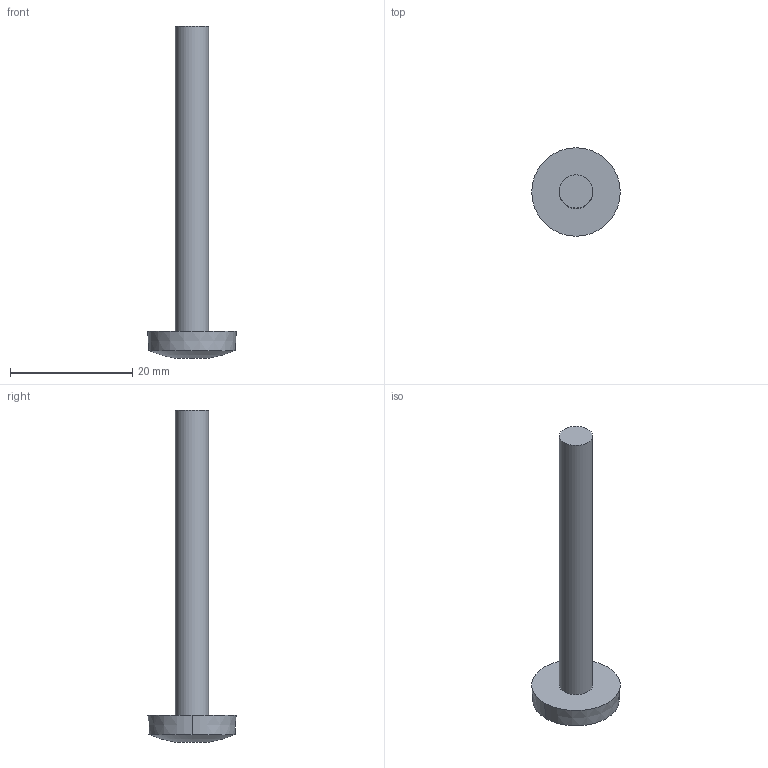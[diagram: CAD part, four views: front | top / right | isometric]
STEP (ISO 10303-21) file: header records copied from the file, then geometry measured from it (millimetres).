
FILE_DESCRIPTION (( 'STEP AP214' ), '1' );
FILE_NAME ('MMS_plus_P_7,5.STEP', '2024-09-19T09:16:02', ( '' ), ( '' ), 'SwSTEP 2.0', 'SolidWorks 2024', '' );
FILE_SCHEMA (( 'AUTOMOTIVE_DESIGN' ));
Length unit declared in the file: millimetre
Products named in the file (1): MMS_plus_P_7,5
Bounding box: 14.5 x 14.5 x 54.4 mm (x, y, z)
Volume: 1739.9 mm3; surface area: 1374.5 mm2
Topology: 1 solids, 1 shells, 29 faces, 73 edges, 45 vertices
Faces by surface type: cylinder 15, cone 11, plane 2, sphere 1
Full cylindrical faces by diameter (mm): 5.45 x1
Entity records: 1248 total; most frequent: CARTESIAN_POINT 607, ORIENTED_EDGE 136, DIRECTION 111, EDGE_CURVE 68, AXIS2_PLACEMENT_3D 46, VERTEX_POINT 44, B_SPLINE_CURVE_WITH_KNOTS 33, EDGE_LOOP 32
